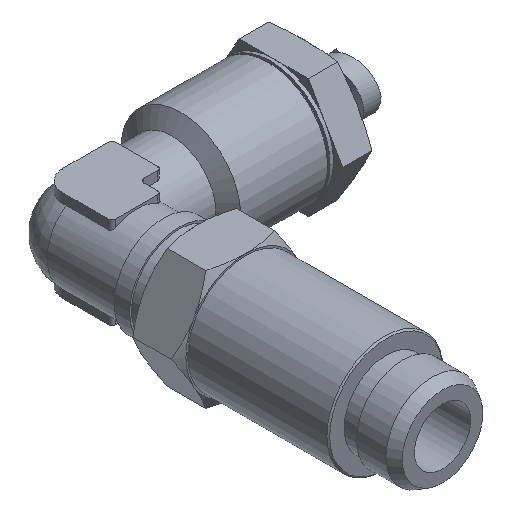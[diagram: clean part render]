
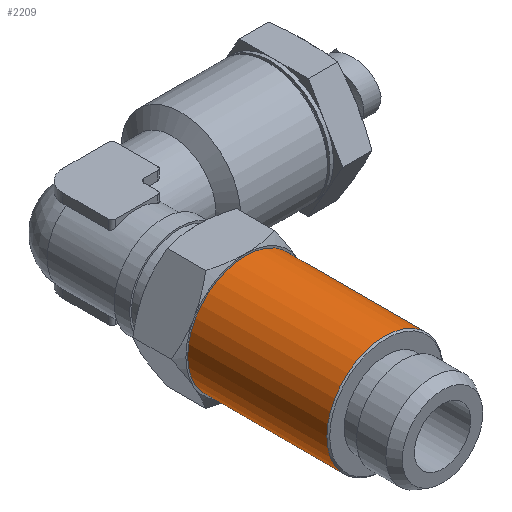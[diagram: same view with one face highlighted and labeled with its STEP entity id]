
A CAD part, isometric view. The second image highlights one B-rep face of the part: STEP entity #2209.
In plain terms, the highlighted cylindrical face has radius 8.25 mm (diameter 16.5 mm), a full revolution.
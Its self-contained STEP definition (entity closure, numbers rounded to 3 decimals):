
#536=ORIENTED_EDGE('',*,*,#870,.T.);
#537=ORIENTED_EDGE('',*,*,#869,.F.);
#869=EDGE_CURVE('',#1056,#1056,#1171,.T.);
#870=EDGE_CURVE('',#1057,#1057,#1172,.T.);
#1056=VERTEX_POINT('',#3328);
#1057=VERTEX_POINT('',#3331);
#1171=CIRCLE('',#2389,8.25);
#1172=CIRCLE('',#2391,8.25);
#1292=EDGE_LOOP('',(#536));
#1293=EDGE_LOOP('',(#537));
#1452=FACE_BOUND('',#1292,.T.);
#1453=FACE_BOUND('',#1293,.T.);
#1556=CYLINDRICAL_SURFACE('',#2390,8.25);
#2209=ADVANCED_FACE('',(#1452,#1453),#1556,.T.);
#2389=AXIS2_PLACEMENT_3D('',#3327,#2751,#2752);
#2390=AXIS2_PLACEMENT_3D('',#3329,#2753,#2754);
#2391=AXIS2_PLACEMENT_3D('',#3330,#2755,#2756);
#2751=DIRECTION('',(0.,1.,0.));
#2752=DIRECTION('',(0.,0.,1.));
#2753=DIRECTION('',(0.,1.,0.));
#2754=DIRECTION('',(0.,0.,1.));
#2755=DIRECTION('',(0.,1.,0.));
#2756=DIRECTION('',(0.,0.,1.));
#3327=CARTESIAN_POINT('',(0.,28.,0.));
#3328=CARTESIAN_POINT('',(0.,28.,8.25));
#3329=CARTESIAN_POINT('',(0.,0.,0.));
#3330=CARTESIAN_POINT('',(0.,8.2,0.));
#3331=CARTESIAN_POINT('',(0.,8.2,8.25));
